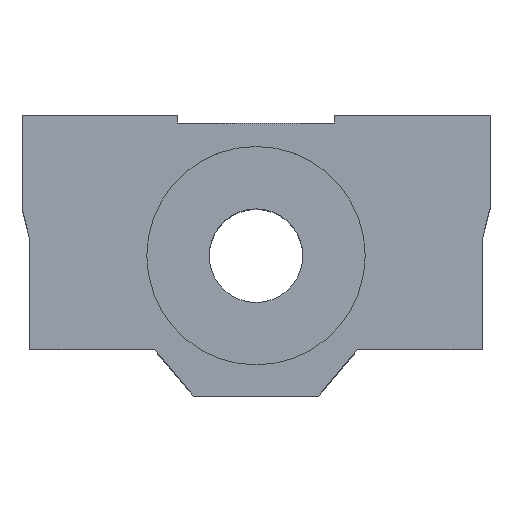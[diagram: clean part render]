
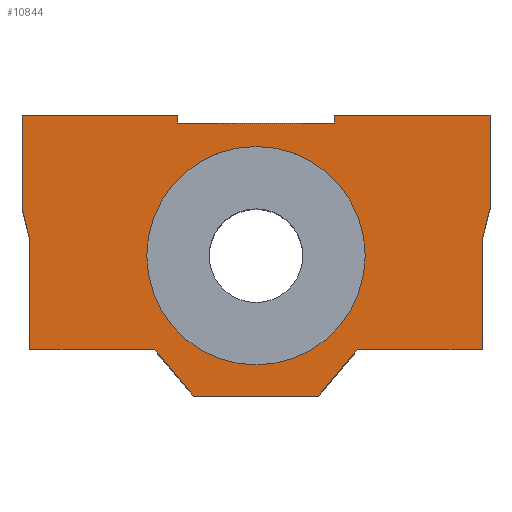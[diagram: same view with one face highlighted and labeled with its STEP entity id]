
A CAD part, top view. The second image highlights one B-rep face of the part: STEP entity #10844.
In plain terms, the highlighted planar face has unit normal (0, 0, 1).
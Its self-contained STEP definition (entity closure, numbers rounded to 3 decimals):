
#8 = ORIENTED_EDGE ( 'NONE', *, *, #11806, .T. ) ;
#108 = DIRECTION ( 'NONE',  ( 1., 0., 0. ) ) ;
#318 = CARTESIAN_POINT ( 'NONE',  ( -15., -5.5, 12.5 ) ) ;
#425 = DIRECTION ( 'NONE',  ( -1., 0., 0. ) ) ;
#444 = CARTESIAN_POINT ( 'NONE',  ( -14.5, -14.5, 12.5 ) ) ;
#825 = LINE ( 'NONE', #5605, #14912 ) ;
#847 = VECTOR ( 'NONE', #15456, 1000. ) ;
#917 = VERTEX_POINT ( 'NONE', #3652 ) ;
#1030 = EDGE_CURVE ( 'NONE', #12334, #4519, #13527, .T. ) ;
#1127 = DIRECTION ( 'NONE',  ( 0.243, 0.97, 0. ) ) ;
#1315 = VERTEX_POINT ( 'NONE', #11398 ) ;
#1435 = LINE ( 'NONE', #4023, #10155 ) ;
#1438 = LINE ( 'NONE', #3947, #11655 ) ;
#1441 = DIRECTION ( 'NONE',  ( 0., -1., 0. ) ) ;
#1464 = ORIENTED_EDGE ( 'NONE', *, *, #10792, .T. ) ;
#1479 = ORIENTED_EDGE ( 'NONE', *, *, #7073, .T. ) ;
#1512 = FACE_BOUND ( 'NONE', #11115, .T. ) ;
#1673 = DIRECTION ( 'NONE',  ( -1., 0., 0. ) ) ;
#1772 = CARTESIAN_POINT ( 'NONE',  ( -14.5, -14.5, 12.5 ) ) ;
#1826 = ORIENTED_EDGE ( 'NONE', *, *, #5221, .T. ) ;
#1833 = CARTESIAN_POINT ( 'NONE',  ( 4., -17.5, 12.5 ) ) ;
#1993 = EDGE_CURVE ( 'NONE', #1315, #13929, #10684, .T. ) ;
#2003 = CARTESIAN_POINT ( 'NONE',  ( 0., -8.5, 12.5 ) ) ;
#2163 = EDGE_CURVE ( 'NONE', #7423, #7791, #8651, .T. ) ;
#2257 = ORIENTED_EDGE ( 'NONE', *, *, #11611, .T. ) ;
#2276 = VECTOR ( 'NONE', #7057, 1000. ) ;
#2279 = VERTEX_POINT ( 'NONE', #318 ) ;
#2404 = VERTEX_POINT ( 'NONE', #14124 ) ;
#2505 = EDGE_CURVE ( 'NONE', #2404, #1315, #14198, .T. ) ;
#2553 = CARTESIAN_POINT ( 'NONE',  ( 5., 0., 12.5 ) ) ;
#2762 = ORIENTED_EDGE ( 'NONE', *, *, #4182, .F. ) ;
#2840 = CARTESIAN_POINT ( 'NONE',  ( 0., 0., 12.5 ) ) ;
#3041 = VECTOR ( 'NONE', #9021, 1000. ) ;
#3060 = VECTOR ( 'NONE', #12067, 1000. ) ;
#3081 = CARTESIAN_POINT ( 'NONE',  ( 0., -8.5, 12.5 ) ) ;
#3182 = DIRECTION ( 'NONE',  ( 0., 0., 1. ) ) ;
#3206 = CARTESIAN_POINT ( 'NONE',  ( 14.5, -14.5, 12.5 ) ) ;
#3232 = ORIENTED_EDGE ( 'NONE', *, *, #13877, .T. ) ;
#3267 = VECTOR ( 'NONE', #14778, 1000. ) ;
#3350 = CARTESIAN_POINT ( 'NONE',  ( -14.5, -7.5, 12.5 ) ) ;
#3497 = CARTESIAN_POINT ( 'NONE',  ( -5., 0., 12.5 ) ) ;
#3652 = CARTESIAN_POINT ( 'NONE',  ( 5., 0.5, 12.5 ) ) ;
#3689 = VECTOR ( 'NONE', #13064, 1000. ) ;
#3829 = CARTESIAN_POINT ( 'NONE',  ( -15., -5.5, 12.5 ) ) ;
#3840 = VECTOR ( 'NONE', #14057, 1000. ) ;
#3913 = EDGE_LOOP ( 'NONE', ( #1464, #1826, #3232, #14126, #5965, #8767, #2257, #8, #13460, #5974, #8337, #1479, #12603, #10484, #14317, #12951 ) ) ;
#3945 = EDGE_CURVE ( 'NONE', #13939, #12038, #9455, .T. ) ;
#3947 = CARTESIAN_POINT ( 'NONE',  ( 5., 0.5, 12.5 ) ) ;
#4023 = CARTESIAN_POINT ( 'NONE',  ( -5., 0.5, 12.5 ) ) ;
#4102 = EDGE_CURVE ( 'NONE', #7652, #13939, #7571, .T. ) ;
#4182 = EDGE_CURVE ( 'NONE', #7791, #7423, #14956, .T. ) ;
#4519 = VERTEX_POINT ( 'NONE', #13112 ) ;
#4529 = DIRECTION ( 'NONE',  ( 0., -1., 0. ) ) ;
#5141 = AXIS2_PLACEMENT_3D ( 'NONE', #2840, #7626, #108 ) ;
#5221 = EDGE_CURVE ( 'NONE', #6045, #2279, #8564, .T. ) ;
#5452 = EDGE_CURVE ( 'NONE', #5930, #12334, #12917, .T. ) ;
#5573 = LINE ( 'NONE', #11536, #3041 ) ;
#5605 = CARTESIAN_POINT ( 'NONE',  ( -4., -17.5, 12.5 ) ) ;
#5930 = VERTEX_POINT ( 'NONE', #13521 ) ;
#5959 = VECTOR ( 'NONE', #1441, 1000. ) ;
#5965 = ORIENTED_EDGE ( 'NONE', *, *, #1030, .T. ) ;
#5974 = ORIENTED_EDGE ( 'NONE', *, *, #2505, .T. ) ;
#6045 = VERTEX_POINT ( 'NONE', #13831 ) ;
#6098 = VERTEX_POINT ( 'NONE', #10751 ) ;
#6106 = EDGE_CURVE ( 'NONE', #917, #7652, #15228, .T. ) ;
#6291 = PLANE ( 'NONE',  #5141 ) ;
#6530 = DIRECTION ( 'NONE',  ( 0., 0., 1. ) ) ;
#6599 = CARTESIAN_POINT ( 'NONE',  ( 7., -8.5, 12.5 ) ) ;
#6919 = LINE ( 'NONE', #11785, #847 ) ;
#7057 = DIRECTION ( 'NONE',  ( 0., 1., 0. ) ) ;
#7073 = EDGE_CURVE ( 'NONE', #13929, #6098, #6919, .T. ) ;
#7276 = CARTESIAN_POINT ( 'NONE',  ( 15., -5.5, 12.5 ) ) ;
#7392 = CARTESIAN_POINT ( 'NONE',  ( -15., 0.5, 12.5 ) ) ;
#7423 = VERTEX_POINT ( 'NONE', #6599 ) ;
#7571 = LINE ( 'NONE', #2553, #15197 ) ;
#7626 = DIRECTION ( 'NONE',  ( 0., 0., 1. ) ) ;
#7652 = VERTEX_POINT ( 'NONE', #15041 ) ;
#7656 = DIRECTION ( 'NONE',  ( -1., 0., 0. ) ) ;
#7791 = VERTEX_POINT ( 'NONE', #13873 ) ;
#7827 = EDGE_CURVE ( 'NONE', #12003, #2404, #11676, .T. ) ;
#7907 = AXIS2_PLACEMENT_3D ( 'NONE', #3081, #6530, #14991 ) ;
#8337 = ORIENTED_EDGE ( 'NONE', *, *, #1993, .T. ) ;
#8531 = VERTEX_POINT ( 'NONE', #14808 ) ;
#8564 = LINE ( 'NONE', #7392, #5959 ) ;
#8608 = CARTESIAN_POINT ( 'NONE',  ( -5., 0., 12.5 ) ) ;
#8645 = VECTOR ( 'NONE', #9982, 1000. ) ;
#8651 = CIRCLE ( 'NONE', #7907, 7. ) ;
#8767 = ORIENTED_EDGE ( 'NONE', *, *, #12865, .T. ) ;
#8799 = FACE_OUTER_BOUND ( 'NONE', #3913, .T. ) ;
#9021 = DIRECTION ( 'NONE',  ( 0.64, -0.768, 0. ) ) ;
#9060 = DIRECTION ( 'NONE',  ( 1., 0., 0. ) ) ;
#9455 = LINE ( 'NONE', #3497, #3689 ) ;
#9572 = CARTESIAN_POINT ( 'NONE',  ( 5., 0., 12.5 ) ) ;
#9664 = CARTESIAN_POINT ( 'NONE',  ( 15., -5.5, 12.5 ) ) ;
#9902 = CARTESIAN_POINT ( 'NONE',  ( 6.5, -14.5, 12.5 ) ) ;
#9982 = DIRECTION ( 'NONE',  ( 0.64, 0.768, 0. ) ) ;
#10155 = VECTOR ( 'NONE', #425, 1000. ) ;
#10484 = ORIENTED_EDGE ( 'NONE', *, *, #6106, .T. ) ;
#10684 = LINE ( 'NONE', #9664, #13684 ) ;
#10719 = ORIENTED_EDGE ( 'NONE', *, *, #2163, .F. ) ;
#10728 = LINE ( 'NONE', #3829, #3060 ) ;
#10751 = CARTESIAN_POINT ( 'NONE',  ( 15., 0.5, 12.5 ) ) ;
#10792 = EDGE_CURVE ( 'NONE', #12038, #6045, #1435, .T. ) ;
#10844 = ADVANCED_FACE ( 'NONE', ( #1512, #8799 ), #6291, .T. ) ;
#10983 = CARTESIAN_POINT ( 'NONE',  ( -5., 0.5, 12.5 ) ) ;
#11060 = CARTESIAN_POINT ( 'NONE',  ( 6.5, -14.5, 12.5 ) ) ;
#11115 = EDGE_LOOP ( 'NONE', ( #10719, #2762 ) ) ;
#11398 = CARTESIAN_POINT ( 'NONE',  ( 14.5, -7.5, 12.5 ) ) ;
#11536 = CARTESIAN_POINT ( 'NONE',  ( -6.5, -14.5, 12.5 ) ) ;
#11611 = EDGE_CURVE ( 'NONE', #8531, #13483, #825, .T. ) ;
#11655 = VECTOR ( 'NONE', #1673, 1000. ) ;
#11676 = LINE ( 'NONE', #3206, #12112 ) ;
#11736 = EDGE_CURVE ( 'NONE', #6098, #917, #1438, .T. ) ;
#11785 = CARTESIAN_POINT ( 'NONE',  ( 15., 0.5, 12.5 ) ) ;
#11806 = EDGE_CURVE ( 'NONE', #13483, #12003, #14529, .T. ) ;
#12003 = VERTEX_POINT ( 'NONE', #11060 ) ;
#12038 = VERTEX_POINT ( 'NONE', #10983 ) ;
#12067 = DIRECTION ( 'NONE',  ( 0.243, -0.97, 0. ) ) ;
#12112 = VECTOR ( 'NONE', #12771, 1000. ) ;
#12334 = VERTEX_POINT ( 'NONE', #1772 ) ;
#12590 = DIRECTION ( 'NONE',  ( 1., 0., 0. ) ) ;
#12603 = ORIENTED_EDGE ( 'NONE', *, *, #11736, .T. ) ;
#12771 = DIRECTION ( 'NONE',  ( 1., 0., 0. ) ) ;
#12865 = EDGE_CURVE ( 'NONE', #4519, #8531, #5573, .T. ) ;
#12917 = LINE ( 'NONE', #3350, #14720 ) ;
#12951 = ORIENTED_EDGE ( 'NONE', *, *, #3945, .T. ) ;
#12956 = AXIS2_PLACEMENT_3D ( 'NONE', #2003, #3182, #9060 ) ;
#13023 = CARTESIAN_POINT ( 'NONE',  ( 14.5, -7.5, 12.5 ) ) ;
#13064 = DIRECTION ( 'NONE',  ( 0., 1., 0. ) ) ;
#13112 = CARTESIAN_POINT ( 'NONE',  ( -6.5, -14.5, 12.5 ) ) ;
#13460 = ORIENTED_EDGE ( 'NONE', *, *, #7827, .T. ) ;
#13483 = VERTEX_POINT ( 'NONE', #1833 ) ;
#13521 = CARTESIAN_POINT ( 'NONE',  ( -14.5, -7.5, 12.5 ) ) ;
#13527 = LINE ( 'NONE', #444, #3267 ) ;
#13684 = VECTOR ( 'NONE', #1127, 1000. ) ;
#13831 = CARTESIAN_POINT ( 'NONE',  ( -15., 0.5, 12.5 ) ) ;
#13873 = CARTESIAN_POINT ( 'NONE',  ( -7., -8.5, 12.5 ) ) ;
#13877 = EDGE_CURVE ( 'NONE', #2279, #5930, #10728, .T. ) ;
#13929 = VERTEX_POINT ( 'NONE', #7276 ) ;
#13939 = VERTEX_POINT ( 'NONE', #8608 ) ;
#14057 = DIRECTION ( 'NONE',  ( 0., -1., 0. ) ) ;
#14124 = CARTESIAN_POINT ( 'NONE',  ( 14.5, -14.5, 12.5 ) ) ;
#14126 = ORIENTED_EDGE ( 'NONE', *, *, #5452, .T. ) ;
#14198 = LINE ( 'NONE', #13023, #2276 ) ;
#14317 = ORIENTED_EDGE ( 'NONE', *, *, #4102, .T. ) ;
#14529 = LINE ( 'NONE', #9902, #8645 ) ;
#14720 = VECTOR ( 'NONE', #4529, 1000. ) ;
#14778 = DIRECTION ( 'NONE',  ( 1., 0., 0. ) ) ;
#14808 = CARTESIAN_POINT ( 'NONE',  ( -4., -17.5, 12.5 ) ) ;
#14912 = VECTOR ( 'NONE', #12590, 1000. ) ;
#14956 = CIRCLE ( 'NONE', #12956, 7. ) ;
#14991 = DIRECTION ( 'NONE',  ( 1., 0., 0. ) ) ;
#15041 = CARTESIAN_POINT ( 'NONE',  ( 5., 0., 12.5 ) ) ;
#15197 = VECTOR ( 'NONE', #7656, 1000. ) ;
#15228 = LINE ( 'NONE', #9572, #3840 ) ;
#15456 = DIRECTION ( 'NONE',  ( 0., 1., 0. ) ) ;
